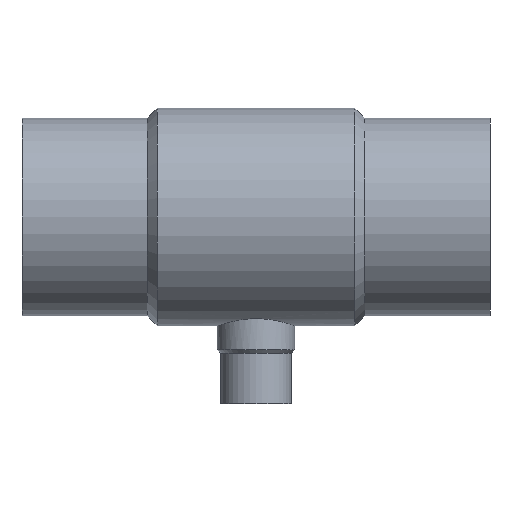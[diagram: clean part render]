
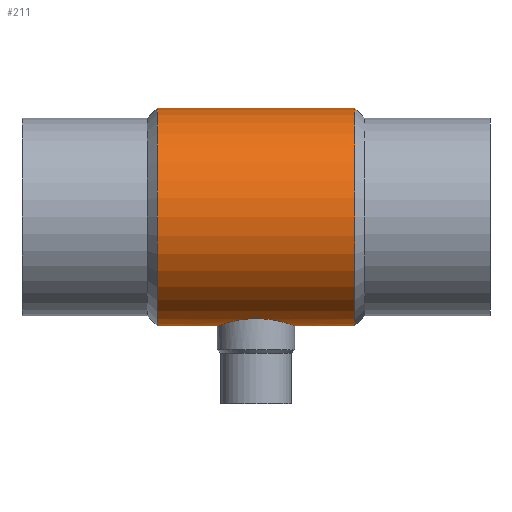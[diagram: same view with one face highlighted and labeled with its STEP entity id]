
A CAD part, front view. The second image highlights one B-rep face of the part: STEP entity #211.
In plain terms, the highlighted cylindrical face has radius 49.5 mm (diameter 99 mm), a full revolution.
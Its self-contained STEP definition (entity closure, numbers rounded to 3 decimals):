
#25=FACE_OUTER_BOUND('',#38,.T.);
#38=EDGE_LOOP('',(#149,#150,#151,#152,#153,#154,#155,#156,#157));
#56=B_SPLINE_CURVE_WITH_KNOTS('',3,(#392,#393,#394,#395,#396,#397,#398,
#399,#400,#401,#402,#403,#404,#405,#406,#407,#408,#409,#410,#411,#412,#413,
#414,#415,#416,#417,#418,#419,#420,#421,#422,#423,#424,#425),
 .UNSPECIFIED.,.F.,.F.,(4,2,2,2,2,2,2,2,2,2,2,2,2,2,2,2,4),(2.677,
3.012,3.347,3.681,4.016,4.351,
4.685,5.02,5.355,5.69,6.024,
6.359,6.694,7.029,7.363,7.698,
8.032),.UNSPECIFIED.);
#57=B_SPLINE_CURVE_WITH_KNOTS('',3,(#430,#431,#432,#433,#434,#435,#436,
#437,#438,#439,#440,#441,#442,#443,#444,#445,#446,#447),.UNSPECIFIED.,.F.,
 .F.,(4,2,2,2,2,2,2,2,4),(8.032,8.367,8.701,
9.036,9.371,9.705,10.04,10.375,
10.71),.UNSPECIFIED.);
#58=B_SPLINE_CURVE_WITH_KNOTS('',3,(#448,#449,#450,#451,#452,#453,#454,
#455,#456,#457,#458,#459,#460,#461,#462,#463,#464,#465),.UNSPECIFIED.,.F.,
 .F.,(4,2,2,2,2,2,2,2,4),(0.,0.335,0.67,1.004,
1.339,1.674,2.008,2.343,2.677),
 .UNSPECIFIED.);
#60=LINE('',#390,#72);
#61=LINE('',#427,#73);
#72=VECTOR('',#279,49.5);
#73=VECTOR('',#280,49.5);
#84=CIRCLE('',#246,49.5);
#85=CIRCLE('',#247,49.5);
#99=VERTEX_POINT('',#387);
#100=VERTEX_POINT('',#389);
#101=VERTEX_POINT('',#391);
#102=VERTEX_POINT('',#426);
#103=VERTEX_POINT('',#429);
#118=EDGE_CURVE('',#99,#99,#84,.T.);
#119=EDGE_CURVE('',#99,#100,#60,.T.);
#120=EDGE_CURVE('',#100,#101,#56,.T.);
#121=EDGE_CURVE('',#101,#102,#61,.T.);
#122=EDGE_CURVE('',#102,#102,#85,.T.);
#123=EDGE_CURVE('',#101,#103,#57,.T.);
#124=EDGE_CURVE('',#103,#100,#58,.T.);
#149=ORIENTED_EDGE('',*,*,#118,.F.);
#150=ORIENTED_EDGE('',*,*,#119,.T.);
#151=ORIENTED_EDGE('',*,*,#120,.T.);
#152=ORIENTED_EDGE('',*,*,#121,.T.);
#153=ORIENTED_EDGE('',*,*,#122,.T.);
#154=ORIENTED_EDGE('',*,*,#121,.F.);
#155=ORIENTED_EDGE('',*,*,#123,.T.);
#156=ORIENTED_EDGE('',*,*,#124,.T.);
#157=ORIENTED_EDGE('',*,*,#119,.F.);
#204=CYLINDRICAL_SURFACE('',#245,49.5);
#211=ADVANCED_FACE('',(#25),#204,.T.);
#245=AXIS2_PLACEMENT_3D('',#386,#275,#276);
#246=AXIS2_PLACEMENT_3D('',#388,#277,#278);
#247=AXIS2_PLACEMENT_3D('',#428,#281,#282);
#275=DIRECTION('center_axis',(-1.,0.,0.));
#276=DIRECTION('ref_axis',(0.,0.,1.));
#277=DIRECTION('center_axis',(-1.,0.,0.));
#278=DIRECTION('ref_axis',(0.,0.,1.));
#279=DIRECTION('',(1.,0.,0.));
#280=DIRECTION('',(1.,0.,0.));
#281=DIRECTION('center_axis',(-1.,0.,0.));
#282=DIRECTION('ref_axis',(0.,0.,1.));
#386=CARTESIAN_POINT('Origin',(0.,0.,0.));
#387=CARTESIAN_POINT('',(-45.,0.,-49.5));
#388=CARTESIAN_POINT('Origin',(-45.,0.,0.));
#389=CARTESIAN_POINT('',(-17.6,0.,-49.5));
#390=CARTESIAN_POINT('',(0.,0.,-49.5));
#391=CARTESIAN_POINT('',(17.6,0.,-49.5));
#392=CARTESIAN_POINT('Ctrl Pts',(-17.6,0.,-49.5));
#393=CARTESIAN_POINT('Ctrl Pts',(-17.6,-1.115,-49.5));
#394=CARTESIAN_POINT('Ctrl Pts',(-17.492,-2.266,-49.461));
#395=CARTESIAN_POINT('Ctrl Pts',(-17.042,-4.548,-49.304));
#396=CARTESIAN_POINT('Ctrl Pts',(-16.7,-5.679,-49.185));
#397=CARTESIAN_POINT('Ctrl Pts',(-15.799,-7.845,-48.887));
#398=CARTESIAN_POINT('Ctrl Pts',(-15.239,-8.88,-48.707));
#399=CARTESIAN_POINT('Ctrl Pts',(-13.95,-10.793,-48.319));
#400=CARTESIAN_POINT('Ctrl Pts',(-13.221,-11.669,-48.111));
#401=CARTESIAN_POINT('Ctrl Pts',(-11.669,-13.221,-47.708));
#402=CARTESIAN_POINT('Ctrl Pts',(-10.792,-13.951,-47.498));
#403=CARTESIAN_POINT('Ctrl Pts',(-8.88,-15.239,-47.101));
#404=CARTESIAN_POINT('Ctrl Pts',(-7.845,-15.799,-46.914));
#405=CARTESIAN_POINT('Ctrl Pts',(-5.68,-16.699,-46.6));
#406=CARTESIAN_POINT('Ctrl Pts',(-4.548,-17.042,-46.475));
#407=CARTESIAN_POINT('Ctrl Pts',(-2.266,-17.492,-46.307));
#408=CARTESIAN_POINT('Ctrl Pts',(-1.116,-17.6,-46.265));
#409=CARTESIAN_POINT('Ctrl Pts',(1.116,-17.6,-46.265));
#410=CARTESIAN_POINT('Ctrl Pts',(2.266,-17.492,-46.307));
#411=CARTESIAN_POINT('Ctrl Pts',(4.548,-17.042,-46.475));
#412=CARTESIAN_POINT('Ctrl Pts',(5.68,-16.699,-46.6));
#413=CARTESIAN_POINT('Ctrl Pts',(7.845,-15.799,-46.914));
#414=CARTESIAN_POINT('Ctrl Pts',(8.88,-15.239,-47.101));
#415=CARTESIAN_POINT('Ctrl Pts',(10.792,-13.951,-47.498));
#416=CARTESIAN_POINT('Ctrl Pts',(11.669,-13.221,-47.708));
#417=CARTESIAN_POINT('Ctrl Pts',(13.221,-11.669,-48.111));
#418=CARTESIAN_POINT('Ctrl Pts',(13.95,-10.793,-48.319));
#419=CARTESIAN_POINT('Ctrl Pts',(15.239,-8.88,-48.707));
#420=CARTESIAN_POINT('Ctrl Pts',(15.799,-7.845,-48.887));
#421=CARTESIAN_POINT('Ctrl Pts',(16.7,-5.679,-49.185));
#422=CARTESIAN_POINT('Ctrl Pts',(17.042,-4.548,-49.304));
#423=CARTESIAN_POINT('Ctrl Pts',(17.492,-2.266,-49.461));
#424=CARTESIAN_POINT('Ctrl Pts',(17.6,-1.115,-49.5));
#425=CARTESIAN_POINT('Ctrl Pts',(17.6,0.,-49.5));
#426=CARTESIAN_POINT('',(45.,0.,-49.5));
#427=CARTESIAN_POINT('',(0.,0.,-49.5));
#428=CARTESIAN_POINT('Origin',(45.,0.,0.));
#429=CARTESIAN_POINT('',(0.,17.6,-46.265));
#430=CARTESIAN_POINT('Ctrl Pts',(17.6,0.,-49.5));
#431=CARTESIAN_POINT('Ctrl Pts',(17.6,1.115,-49.5));
#432=CARTESIAN_POINT('Ctrl Pts',(17.492,2.266,-49.461));
#433=CARTESIAN_POINT('Ctrl Pts',(17.042,4.548,-49.304));
#434=CARTESIAN_POINT('Ctrl Pts',(16.7,5.679,-49.185));
#435=CARTESIAN_POINT('Ctrl Pts',(15.799,7.845,-48.887));
#436=CARTESIAN_POINT('Ctrl Pts',(15.239,8.88,-48.707));
#437=CARTESIAN_POINT('Ctrl Pts',(13.95,10.793,-48.319));
#438=CARTESIAN_POINT('Ctrl Pts',(13.221,11.669,-48.111));
#439=CARTESIAN_POINT('Ctrl Pts',(11.669,13.221,-47.708));
#440=CARTESIAN_POINT('Ctrl Pts',(10.792,13.951,-47.498));
#441=CARTESIAN_POINT('Ctrl Pts',(8.88,15.239,-47.101));
#442=CARTESIAN_POINT('Ctrl Pts',(7.845,15.799,-46.914));
#443=CARTESIAN_POINT('Ctrl Pts',(5.68,16.699,-46.6));
#444=CARTESIAN_POINT('Ctrl Pts',(4.548,17.042,-46.475));
#445=CARTESIAN_POINT('Ctrl Pts',(2.266,17.492,-46.307));
#446=CARTESIAN_POINT('Ctrl Pts',(1.116,17.6,-46.265));
#447=CARTESIAN_POINT('Ctrl Pts',(0.,17.6,-46.265));
#448=CARTESIAN_POINT('Ctrl Pts',(0.,17.6,-46.265));
#449=CARTESIAN_POINT('Ctrl Pts',(-1.116,17.6,-46.265));
#450=CARTESIAN_POINT('Ctrl Pts',(-2.266,17.492,-46.307));
#451=CARTESIAN_POINT('Ctrl Pts',(-4.548,17.042,-46.475));
#452=CARTESIAN_POINT('Ctrl Pts',(-5.68,16.699,-46.6));
#453=CARTESIAN_POINT('Ctrl Pts',(-7.845,15.799,-46.914));
#454=CARTESIAN_POINT('Ctrl Pts',(-8.88,15.239,-47.101));
#455=CARTESIAN_POINT('Ctrl Pts',(-10.792,13.951,-47.498));
#456=CARTESIAN_POINT('Ctrl Pts',(-11.669,13.221,-47.708));
#457=CARTESIAN_POINT('Ctrl Pts',(-13.221,11.669,-48.111));
#458=CARTESIAN_POINT('Ctrl Pts',(-13.95,10.793,-48.319));
#459=CARTESIAN_POINT('Ctrl Pts',(-15.239,8.88,-48.707));
#460=CARTESIAN_POINT('Ctrl Pts',(-15.799,7.845,-48.887));
#461=CARTESIAN_POINT('Ctrl Pts',(-16.7,5.679,-49.185));
#462=CARTESIAN_POINT('Ctrl Pts',(-17.042,4.548,-49.304));
#463=CARTESIAN_POINT('Ctrl Pts',(-17.492,2.266,-49.461));
#464=CARTESIAN_POINT('Ctrl Pts',(-17.6,1.115,-49.5));
#465=CARTESIAN_POINT('Ctrl Pts',(-17.6,0.,-49.5));
